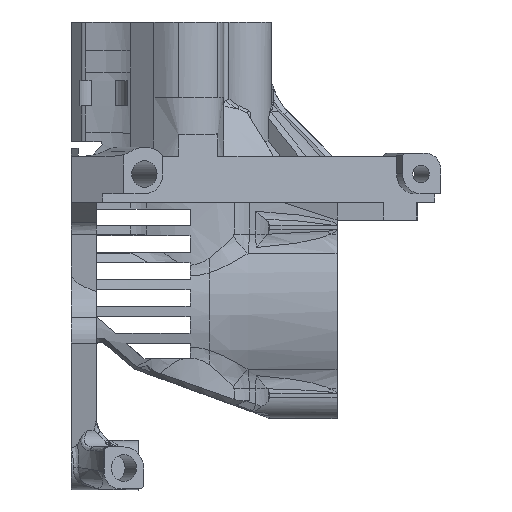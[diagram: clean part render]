
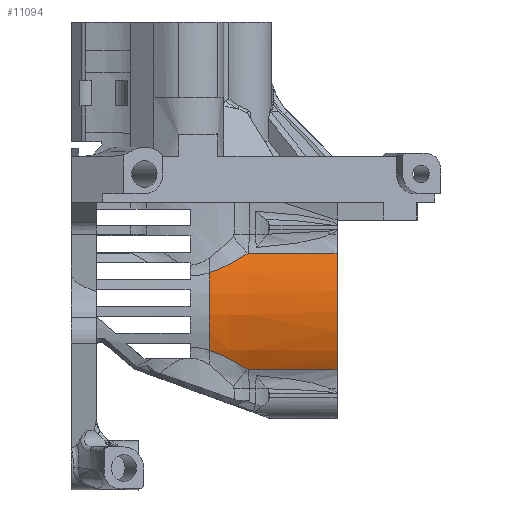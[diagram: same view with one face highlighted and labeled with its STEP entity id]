
A CAD part, left-side view. The second image highlights one B-rep face of the part: STEP entity #11094.
In plain terms, the highlighted toroidal (fillet/blend) face has major radius 353.375 mm and minor radius 15.018 mm.
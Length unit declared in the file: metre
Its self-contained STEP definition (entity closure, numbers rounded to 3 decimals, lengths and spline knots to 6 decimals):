
#16=TOROIDAL_SURFACE('',#11832,0.353376,0.015018);
#3075=ORIENTED_EDGE('',*,*,#6249,.T.);
#3076=ORIENTED_EDGE('',*,*,#6250,.T.);
#3077=ORIENTED_EDGE('',*,*,#6251,.T.);
#3078=ORIENTED_EDGE('',*,*,#6176,.T.);
#3079=ORIENTED_EDGE('',*,*,#6174,.F.);
#3080=ORIENTED_EDGE('',*,*,#6171,.T.);
#6171=EDGE_CURVE('',#7815,#7814,#8836,.T.);
#6174=EDGE_CURVE('',#7815,#7816,#8838,.T.);
#6176=EDGE_CURVE('',#7808,#7816,#8840,.T.);
#6249=EDGE_CURVE('',#7814,#7877,#8865,.T.);
#6250=EDGE_CURVE('',#7877,#7878,#8866,.T.);
#6251=EDGE_CURVE('',#7878,#7808,#8867,.T.);
#7808=VERTEX_POINT('',#17949);
#7814=VERTEX_POINT('',#18090);
#7815=VERTEX_POINT('',#18095);
#7816=VERTEX_POINT('',#18108);
#7877=VERTEX_POINT('',#18537);
#7878=VERTEX_POINT('',#18542);
#8836=B_SPLINE_CURVE_WITH_KNOTS('',3,(#18091,#18092,#18093,#18094),
 .UNSPECIFIED.,.F.,.F.,(4,4),(0.,1.),.UNSPECIFIED.);
#8838=B_SPLINE_CURVE_WITH_KNOTS('',3,(#18102,#18103,#18104,#18105,#18106,
#18107),.UNSPECIFIED.,.F.,.F.,(4,1,1,4),(0.,0.003572,
0.007144,0.014289),.UNSPECIFIED.);
#8840=B_SPLINE_CURVE_WITH_KNOTS('',3,(#18137,#18138,#18139,#18140),
 .UNSPECIFIED.,.F.,.F.,(4,4),(0.,1.),.UNSPECIFIED.);
#8865=B_SPLINE_CURVE_WITH_KNOTS('',3,(#18526,#18527,#18528,#18529,#18530,
#18531,#18532,#18533,#18534,#18535,#18536),.UNSPECIFIED.,.F.,.F.,(4,1,1,
1,1,1,1,1,4),(0.,0.174556,0.218195,0.261835,
0.283654,0.294564,0.305474,0.327293,
0.349113),.UNSPECIFIED.);
#8866=B_SPLINE_CURVE_WITH_KNOTS('',3,(#18538,#18539,#18540,#18541),
 .UNSPECIFIED.,.F.,.F.,(4,4),(0.,1.),.UNSPECIFIED.);
#8867=B_SPLINE_CURVE_WITH_KNOTS('',3,(#18543,#18544,#18545,#18546,#18547,
#18548,#18549,#18550,#18551,#18552,#18553),.UNSPECIFIED.,.F.,.F.,(4,1,1,
1,1,1,1,1,4),(0.63448,0.657325,0.68017,0.691592,
0.703015,0.72586,0.77155,0.81724,
1.),.UNSPECIFIED.);
#9477=EDGE_LOOP('',(#3075,#3076,#3077,#3078,#3079,#3080));
#10186=FACE_BOUND('',#9477,.T.);
#11094=ADVANCED_FACE('',(#10186),#16,.T.);
#11832=AXIS2_PLACEMENT_3D('',#18525,#13159,#13160);
#13159=DIRECTION('',(0.,0.,1.));
#13160=DIRECTION('',(1.,-0.009,0.));
#17949=CARTESIAN_POINT('',(0.213797,0.122584,0.092311));
#18090=CARTESIAN_POINT('',(0.213797,0.122584,0.106137));
#18091=CARTESIAN_POINT('',(0.213416,0.111991,0.106137));
#18092=CARTESIAN_POINT('',(0.213598,0.11552,0.106137));
#18093=CARTESIAN_POINT('',(0.213725,0.119051,0.106137));
#18094=CARTESIAN_POINT('',(0.213797,0.122584,0.106137));
#18095=CARTESIAN_POINT('',(0.213416,0.111991,0.106137));
#18102=CARTESIAN_POINT('',(0.213416,0.111991,0.106137));
#18103=CARTESIAN_POINT('',(0.21286,0.111991,0.105065));
#18104=CARTESIAN_POINT('',(0.212022,0.111991,0.102832));
#18105=CARTESIAN_POINT('',(0.211437,0.111991,0.09802));
#18106=CARTESIAN_POINT('',(0.212303,0.111991,0.094455));
#18107=CARTESIAN_POINT('',(0.213416,0.111991,0.092311));
#18108=CARTESIAN_POINT('',(0.213416,0.111991,0.092311));
#18137=CARTESIAN_POINT('',(0.213797,0.122584,0.092311));
#18138=CARTESIAN_POINT('',(0.213725,0.119051,0.092311));
#18139=CARTESIAN_POINT('',(0.213598,0.11552,0.092311));
#18140=CARTESIAN_POINT('',(0.213416,0.111991,0.092311));
#18525=CARTESIAN_POINT('',(-0.126176,0.129493,0.099224));
#18526=CARTESIAN_POINT('',(0.213797,0.122584,0.106137));
#18527=CARTESIAN_POINT('',(0.213545,0.123415,0.10562));
#18528=CARTESIAN_POINT('',(0.213315,0.124387,0.105056));
#18529=CARTESIAN_POINT('',(0.213124,0.125463,0.104526));
#18530=CARTESIAN_POINT('',(0.213057,0.125889,0.104333));
#18531=CARTESIAN_POINT('',(0.213016,0.126191,0.104206));
#18532=CARTESIAN_POINT('',(0.212996,0.126343,0.104145));
#18533=CARTESIAN_POINT('',(0.212968,0.126562,0.10406));
#18534=CARTESIAN_POINT('',(0.212934,0.126861,0.103951));
#18535=CARTESIAN_POINT('',(0.212912,0.127088,0.103877));
#18536=CARTESIAN_POINT('',(0.212901,0.127202,0.103842));
#18537=CARTESIAN_POINT('',(0.212901,0.127201,0.103842));
#18538=CARTESIAN_POINT('',(0.212901,0.127201,0.103842));
#18539=CARTESIAN_POINT('',(0.211929,0.127201,0.100833));
#18540=CARTESIAN_POINT('',(0.211929,0.127201,0.097615));
#18541=CARTESIAN_POINT('',(0.212901,0.127201,0.094606));
#18542=CARTESIAN_POINT('',(0.212901,0.127201,0.094607));
#18543=CARTESIAN_POINT('',(0.212901,0.127201,0.094606));
#18544=CARTESIAN_POINT('',(0.212912,0.127087,0.094571));
#18545=CARTESIAN_POINT('',(0.212934,0.126859,0.094496));
#18546=CARTESIAN_POINT('',(0.21297,0.126551,0.094384));
#18547=CARTESIAN_POINT('',(0.212997,0.126336,0.0943));
#18548=CARTESIAN_POINT('',(0.213017,0.126184,0.094239));
#18549=CARTESIAN_POINT('',(0.213058,0.125884,0.094113));
#18550=CARTESIAN_POINT('',(0.213124,0.125459,0.093921));
#18551=CARTESIAN_POINT('',(0.213315,0.124387,0.093392));
#18552=CARTESIAN_POINT('',(0.213545,0.123416,0.092829));
#18553=CARTESIAN_POINT('',(0.213797,0.122584,0.092311));
